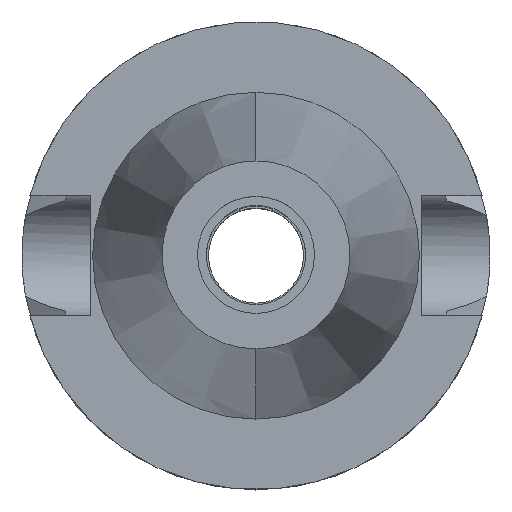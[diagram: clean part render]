
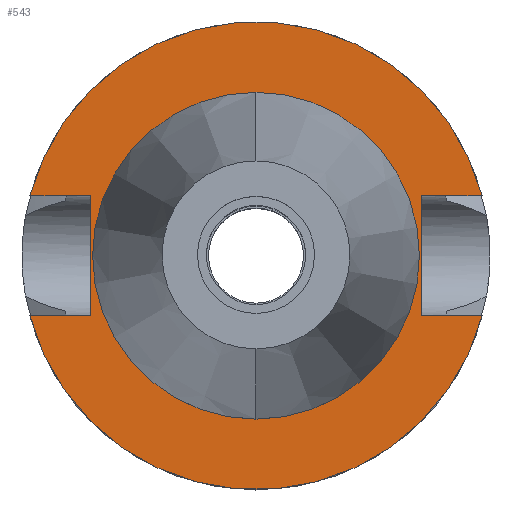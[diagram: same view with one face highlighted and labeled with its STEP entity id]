
A CAD part, top view. The second image highlights one B-rep face of the part: STEP entity #543.
In plain terms, the highlighted planar face has unit normal (0, 0, 1).
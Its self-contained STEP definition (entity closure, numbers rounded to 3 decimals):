
#26 = CARTESIAN_POINT ( 'NONE',  ( 0., 0., -3. ) ) ;
#121 = ORIENTED_EDGE ( 'NONE', *, *, #2386, .F. ) ;
#167 = VERTEX_POINT ( 'NONE', #2109 ) ;
#197 = AXIS2_PLACEMENT_3D ( 'NONE', #1155, #2261, #348 ) ;
#266 = DIRECTION ( 'NONE',  ( 0., -1., 0. ) ) ;
#275 = LINE ( 'NONE', #2506, #2781 ) ;
#318 = DIRECTION ( 'NONE',  ( 1., 0., 0. ) ) ;
#323 = AXIS2_PLACEMENT_3D ( 'NONE', #3595, #511, #266 ) ;
#348 = DIRECTION ( 'NONE',  ( 0., 1., 0. ) ) ;
#394 = CARTESIAN_POINT ( 'NONE',  ( -48.321, -12.85, -3. ) ) ;
#425 = VECTOR ( 'NONE', #3515, 1000. ) ;
#448 = CARTESIAN_POINT ( 'NONE',  ( 48.321, 12.85, -3. ) ) ;
#511 = DIRECTION ( 'NONE',  ( 0., 0., -1. ) ) ;
#543 = ADVANCED_FACE ( 'NONE', ( #2533, #1738 ), #592, .F. ) ;
#561 = EDGE_CURVE ( 'NONE', #167, #1441, #2267, .T. ) ;
#592 = PLANE ( 'NONE',  #2310 ) ;
#601 = DIRECTION ( 'NONE',  ( 0., -1., 0. ) ) ;
#617 = ORIENTED_EDGE ( 'NONE', *, *, #1704, .F. ) ;
#678 = CARTESIAN_POINT ( 'NONE',  ( 0., -34.925, -3. ) ) ;
#713 = VECTOR ( 'NONE', #318, 1000. ) ;
#776 = LINE ( 'NONE', #2398, #425 ) ;
#782 = VECTOR ( 'NONE', #1140, 1000. ) ;
#801 = LINE ( 'NONE', #1646, #2065 ) ;
#858 = CARTESIAN_POINT ( 'NONE',  ( 35.4, -12.85, -3. ) ) ;
#865 = DIRECTION ( 'NONE',  ( 0., -1., 0. ) ) ;
#1132 = DIRECTION ( 'NONE',  ( 0., -1., 0. ) ) ;
#1134 = VERTEX_POINT ( 'NONE', #1870 ) ;
#1140 = DIRECTION ( 'NONE',  ( -1., 0., 0. ) ) ;
#1155 = CARTESIAN_POINT ( 'NONE',  ( 0., 0., -3. ) ) ;
#1164 = LINE ( 'NONE', #1525, #1242 ) ;
#1191 = ORIENTED_EDGE ( 'NONE', *, *, #561, .F. ) ;
#1242 = VECTOR ( 'NONE', #601, 1000. ) ;
#1271 = EDGE_CURVE ( 'NONE', #1963, #1535, #1706, .T. ) ;
#1419 = CIRCLE ( 'NONE', #323, 50. ) ;
#1441 = VERTEX_POINT ( 'NONE', #2099 ) ;
#1525 = CARTESIAN_POINT ( 'NONE',  ( 35.4, 12.85, -3. ) ) ;
#1535 = VERTEX_POINT ( 'NONE', #448 ) ;
#1646 = CARTESIAN_POINT ( 'NONE',  ( -35.4, 12.85, -3. ) ) ;
#1677 = EDGE_CURVE ( 'NONE', #1134, #1788, #776, .T. ) ;
#1699 = VERTEX_POINT ( 'NONE', #3579 ) ;
#1704 = EDGE_CURVE ( 'NONE', #1788, #1963, #801, .T. ) ;
#1706 = CIRCLE ( 'NONE', #197, 50. ) ;
#1720 = CIRCLE ( 'NONE', #2663, 34.925 ) ;
#1738 = FACE_BOUND ( 'NONE', #3200, .T. ) ;
#1788 = VERTEX_POINT ( 'NONE', #1891 ) ;
#1855 = ORIENTED_EDGE ( 'NONE', *, *, #3149, .F. ) ;
#1870 = CARTESIAN_POINT ( 'NONE',  ( -35.4, -12.85, -3. ) ) ;
#1891 = CARTESIAN_POINT ( 'NONE',  ( -35.4, 12.85, -3. ) ) ;
#1941 = LINE ( 'NONE', #2787, #782 ) ;
#1946 = DIRECTION ( 'NONE',  ( -1., 0., 0. ) ) ;
#1963 = VERTEX_POINT ( 'NONE', #3531 ) ;
#1981 = DIRECTION ( 'NONE',  ( 0., 0., -1. ) ) ;
#2052 = ORIENTED_EDGE ( 'NONE', *, *, #3142, .T. ) ;
#2065 = VECTOR ( 'NONE', #1946, 1000. ) ;
#2099 = CARTESIAN_POINT ( 'NONE',  ( 48.321, -12.85, -3. ) ) ;
#2109 = CARTESIAN_POINT ( 'NONE',  ( 35.4, -12.85, -3. ) ) ;
#2215 = CARTESIAN_POINT ( 'NONE',  ( 0., 0., -3. ) ) ;
#2236 = EDGE_CURVE ( 'NONE', #3083, #3366, #3368, .T. ) ;
#2241 = ORIENTED_EDGE ( 'NONE', *, *, #2257, .T. ) ;
#2257 = EDGE_CURVE ( 'NONE', #1699, #1535, #275, .T. ) ;
#2261 = DIRECTION ( 'NONE',  ( 0., 0., -1. ) ) ;
#2267 = LINE ( 'NONE', #858, #713 ) ;
#2289 = CARTESIAN_POINT ( 'NONE',  ( 0., 0., -3. ) ) ;
#2310 = AXIS2_PLACEMENT_3D ( 'NONE', #26, #1981, #1132 ) ;
#2386 = EDGE_CURVE ( 'NONE', #1699, #167, #1164, .T. ) ;
#2398 = CARTESIAN_POINT ( 'NONE',  ( -35.4, -12.85, -3. ) ) ;
#2506 = CARTESIAN_POINT ( 'NONE',  ( 35.4, 12.85, -3. ) ) ;
#2510 = DIRECTION ( 'NONE',  ( 0., 0., 1. ) ) ;
#2522 = EDGE_CURVE ( 'NONE', #1441, #3431, #1419, .T. ) ;
#2533 = FACE_OUTER_BOUND ( 'NONE', #3375, .T. ) ;
#2663 = AXIS2_PLACEMENT_3D ( 'NONE', #2289, #2510, #865 ) ;
#2667 = ORIENTED_EDGE ( 'NONE', *, *, #1677, .F. ) ;
#2781 = VECTOR ( 'NONE', #3354, 1000. ) ;
#2783 = DIRECTION ( 'NONE',  ( 0., 0., 1. ) ) ;
#2787 = CARTESIAN_POINT ( 'NONE',  ( -35.4, -12.85, -3. ) ) ;
#2856 = ORIENTED_EDGE ( 'NONE', *, *, #1271, .F. ) ;
#2954 = AXIS2_PLACEMENT_3D ( 'NONE', #2215, #2783, #3607 ) ;
#3018 = ORIENTED_EDGE ( 'NONE', *, *, #2522, .F. ) ;
#3083 = VERTEX_POINT ( 'NONE', #3304 ) ;
#3088 = ORIENTED_EDGE ( 'NONE', *, *, #2236, .F. ) ;
#3142 = EDGE_CURVE ( 'NONE', #1134, #3431, #1941, .T. ) ;
#3149 = EDGE_CURVE ( 'NONE', #3366, #3083, #1720, .T. ) ;
#3200 = EDGE_LOOP ( 'NONE', ( #3088, #1855 ) ) ;
#3304 = CARTESIAN_POINT ( 'NONE',  ( 0., 34.925, -3. ) ) ;
#3354 = DIRECTION ( 'NONE',  ( 1., 0., 0. ) ) ;
#3366 = VERTEX_POINT ( 'NONE', #678 ) ;
#3368 = CIRCLE ( 'NONE', #2954, 34.925 ) ;
#3375 = EDGE_LOOP ( 'NONE', ( #2052, #3018, #1191, #121, #2241, #2856, #617, #2667 ) ) ;
#3431 = VERTEX_POINT ( 'NONE', #394 ) ;
#3515 = DIRECTION ( 'NONE',  ( 0., 1., 0. ) ) ;
#3531 = CARTESIAN_POINT ( 'NONE',  ( -48.321, 12.85, -3. ) ) ;
#3579 = CARTESIAN_POINT ( 'NONE',  ( 35.4, 12.85, -3. ) ) ;
#3595 = CARTESIAN_POINT ( 'NONE',  ( 0., 0., -3. ) ) ;
#3607 = DIRECTION ( 'NONE',  ( 0., 1., 0. ) ) ;
